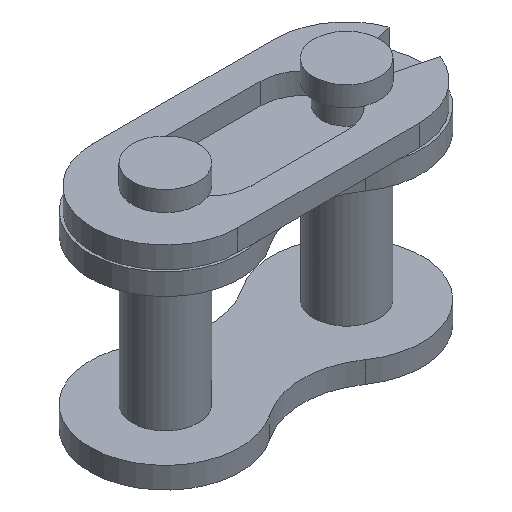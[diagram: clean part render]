
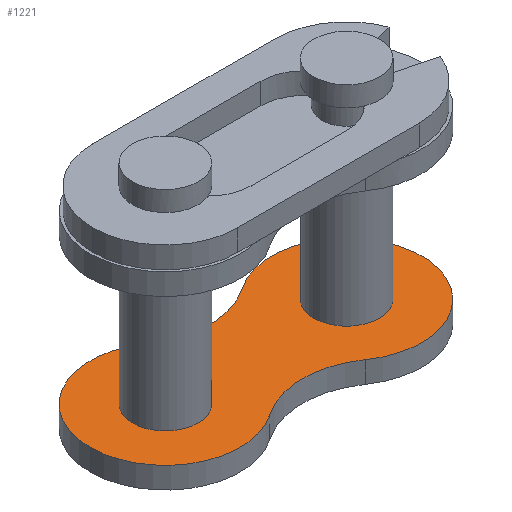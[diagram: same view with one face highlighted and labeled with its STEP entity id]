
A CAD part, isometric view. The second image highlights one B-rep face of the part: STEP entity #1221.
In plain terms, the highlighted planar face has unit normal (0, 0, 1).
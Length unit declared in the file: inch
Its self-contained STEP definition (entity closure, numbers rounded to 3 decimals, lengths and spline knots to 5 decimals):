
#6 = AXIS2_PLACEMENT_3D ( 'NONE', #1004, #1579, #1741 ) ;
#18 = DIRECTION ( 'NONE',  ( 0., 0., 1. ) ) ;
#74 = CARTESIAN_POINT ( 'NONE',  ( 0.06574, -0.08486, -0.10071 ) ) ;
#84 = EDGE_CURVE ( 'NONE', #1223, #880, #1683, .T. ) ;
#113 = ORIENTED_EDGE ( 'NONE', *, *, #671, .T. ) ;
#134 = DIRECTION ( 'NONE',  ( 1., 0., 0. ) ) ;
#197 = EDGE_CURVE ( 'NONE', #1494, #1094, #213, .T. ) ;
#211 = DIRECTION ( 'NONE',  ( 1., 0., 0. ) ) ;
#213 = CIRCLE ( 'NONE', #553, 0.11482 ) ;
#215 = VERTEX_POINT ( 'NONE', #74 ) ;
#280 = AXIS2_PLACEMENT_3D ( 'NONE', #425, #1432, #134 ) ;
#281 = AXIS2_PLACEMENT_3D ( 'NONE', #595, #18, #1452 ) ;
#307 = CARTESIAN_POINT ( 'NONE',  ( -0.125, 0., -0.10071 ) ) ;
#325 = DIRECTION ( 'NONE',  ( 0., 0., 1. ) ) ;
#364 = VERTEX_POINT ( 'NONE', #1722 ) ;
#386 = DIRECTION ( 'NONE',  ( 0., 0., 1. ) ) ;
#425 = CARTESIAN_POINT ( 'NONE',  ( 0.125, 0., -0.10071 ) ) ;
#474 = CARTESIAN_POINT ( 'NONE',  ( -0.125, 0., -0.10071 ) ) ;
#489 = ORIENTED_EDGE ( 'NONE', *, *, #1190, .F. ) ;
#493 = AXIS2_PLACEMENT_3D ( 'NONE', #1067, #325, #211 ) ;
#517 = PLANE ( 'NONE',  #1627 ) ;
#553 = AXIS2_PLACEMENT_3D ( 'NONE', #1666, #1374, #1694 ) ;
#595 = CARTESIAN_POINT ( 'NONE',  ( -0.125, 0., -0.10071 ) ) ;
#671 = EDGE_CURVE ( 'NONE', #215, #1094, #1298, .T. ) ;
#674 = ORIENTED_EDGE ( 'NONE', *, *, #1795, .T. ) ;
#682 = ORIENTED_EDGE ( 'NONE', *, *, #1475, .F. ) ;
#718 = CARTESIAN_POINT ( 'NONE',  ( -0.07972, 0., -0.10071 ) ) ;
#731 = CARTESIAN_POINT ( 'NONE',  ( 0.125, 0., -0.10071 ) ) ;
#776 = EDGE_LOOP ( 'NONE', ( #682, #489 ) ) ;
#793 = ORIENTED_EDGE ( 'NONE', *, *, #1288, .T. ) ;
#835 = DIRECTION ( 'NONE',  ( 1., 0., 0. ) ) ;
#853 = AXIS2_PLACEMENT_3D ( 'NONE', #307, #1169, #1732 ) ;
#880 = VERTEX_POINT ( 'NONE', #718 ) ;
#940 = VERTEX_POINT ( 'NONE', #1607 ) ;
#946 = CARTESIAN_POINT ( 'NONE',  ( -0.125, 0., -0.10071 ) ) ;
#1004 = CARTESIAN_POINT ( 'NONE',  ( 0., -0.17899, -0.10071 ) ) ;
#1007 = CARTESIAN_POINT ( 'NONE',  ( -0.06574, 0.08486, -0.10071 ) ) ;
#1019 = DIRECTION ( 'NONE',  ( 1., 0., 0. ) ) ;
#1067 = CARTESIAN_POINT ( 'NONE',  ( 0.125, 0., -0.10071 ) ) ;
#1073 = AXIS2_PLACEMENT_3D ( 'NONE', #946, #1250, #1816 ) ;
#1094 = VERTEX_POINT ( 'NONE', #1730 ) ;
#1117 = ORIENTED_EDGE ( 'NONE', *, *, #197, .F. ) ;
#1135 = CARTESIAN_POINT ( 'NONE',  ( -0.06574, -0.08486, -0.10071 ) ) ;
#1142 = EDGE_CURVE ( 'NONE', #215, #1480, #1805, .T. ) ;
#1154 = AXIS2_PLACEMENT_3D ( 'NONE', #731, #1409, #1019 ) ;
#1169 = DIRECTION ( 'NONE',  ( 0., 0., 1. ) ) ;
#1187 = CIRCLE ( 'NONE', #853, 0.1035 ) ;
#1190 = EDGE_CURVE ( 'NONE', #1599, #940, #1423, .T. ) ;
#1221 = ADVANCED_FACE ( 'NONE', ( #1667, #1249, #1675 ), #517, .T. ) ;
#1223 = VERTEX_POINT ( 'NONE', #1815 ) ;
#1249 = FACE_BOUND ( 'NONE', #1798, .T. ) ;
#1250 = DIRECTION ( 'NONE',  ( 0., 0., -1. ) ) ;
#1288 = EDGE_CURVE ( 'NONE', #880, #1223, #1485, .T. ) ;
#1298 = CIRCLE ( 'NONE', #493, 0.1035 ) ;
#1334 = DIRECTION ( 'NONE',  ( 1., 0., 0. ) ) ;
#1359 = AXIS2_PLACEMENT_3D ( 'NONE', #474, #1734, #1334 ) ;
#1374 = DIRECTION ( 'NONE',  ( 0., 0., 1. ) ) ;
#1407 = EDGE_LOOP ( 'NONE', ( #674, #1765, #1624, #113, #1117 ) ) ;
#1409 = DIRECTION ( 'NONE',  ( 0., 0., 1. ) ) ;
#1423 = CIRCLE ( 'NONE', #280, 0.04528 ) ;
#1432 = DIRECTION ( 'NONE',  ( 0., 0., 1. ) ) ;
#1452 = DIRECTION ( 'NONE',  ( 1., 0., 0. ) ) ;
#1458 = CIRCLE ( 'NONE', #1154, 0.04528 ) ;
#1475 = EDGE_CURVE ( 'NONE', #940, #1599, #1458, .T. ) ;
#1480 = VERTEX_POINT ( 'NONE', #1135 ) ;
#1485 = CIRCLE ( 'NONE', #1073, 0.04528 ) ;
#1494 = VERTEX_POINT ( 'NONE', #1007 ) ;
#1579 = DIRECTION ( 'NONE',  ( 0., 0., 1. ) ) ;
#1599 = VERTEX_POINT ( 'NONE', #1856 ) ;
#1607 = CARTESIAN_POINT ( 'NONE',  ( 0.07972, 0., -0.10071 ) ) ;
#1624 = ORIENTED_EDGE ( 'NONE', *, *, #1142, .F. ) ;
#1627 = AXIS2_PLACEMENT_3D ( 'NONE', #1658, #386, #835 ) ;
#1658 = CARTESIAN_POINT ( 'NONE',  ( 0., 0., -0.10071 ) ) ;
#1666 = CARTESIAN_POINT ( 'NONE',  ( 0., 0.17899, -0.10071 ) ) ;
#1667 = FACE_BOUND ( 'NONE', #776, .T. ) ;
#1675 = FACE_OUTER_BOUND ( 'NONE', #1407, .T. ) ;
#1680 = ORIENTED_EDGE ( 'NONE', *, *, #84, .T. ) ;
#1683 = CIRCLE ( 'NONE', #1359, 0.04528 ) ;
#1694 = DIRECTION ( 'NONE',  ( 1., 0., 0. ) ) ;
#1722 = CARTESIAN_POINT ( 'NONE',  ( -0.2285, 0., -0.10071 ) ) ;
#1730 = CARTESIAN_POINT ( 'NONE',  ( 0.06574, 0.08486, -0.10071 ) ) ;
#1732 = DIRECTION ( 'NONE',  ( 1., 0., 0. ) ) ;
#1734 = DIRECTION ( 'NONE',  ( 0., 0., -1. ) ) ;
#1741 = DIRECTION ( 'NONE',  ( 1., 0., 0. ) ) ;
#1747 = CIRCLE ( 'NONE', #281, 0.1035 ) ;
#1752 = EDGE_CURVE ( 'NONE', #364, #1480, #1747, .T. ) ;
#1765 = ORIENTED_EDGE ( 'NONE', *, *, #1752, .T. ) ;
#1795 = EDGE_CURVE ( 'NONE', #1494, #364, #1187, .T. ) ;
#1798 = EDGE_LOOP ( 'NONE', ( #1680, #793 ) ) ;
#1805 = CIRCLE ( 'NONE', #6, 0.11482 ) ;
#1815 = CARTESIAN_POINT ( 'NONE',  ( -0.17028, 0., -0.10071 ) ) ;
#1816 = DIRECTION ( 'NONE',  ( 1., 0., 0. ) ) ;
#1856 = CARTESIAN_POINT ( 'NONE',  ( 0.17028, 0., -0.10071 ) ) ;
